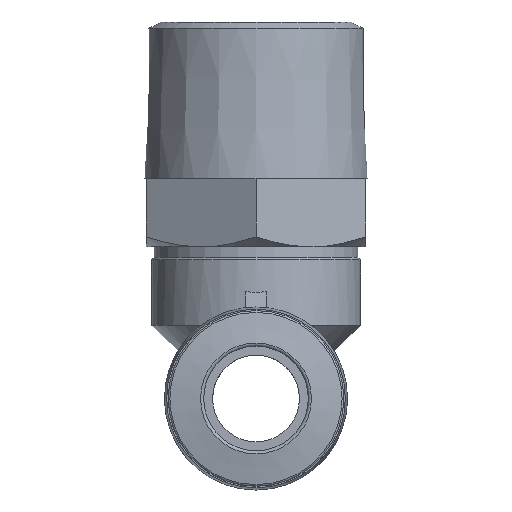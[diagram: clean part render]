
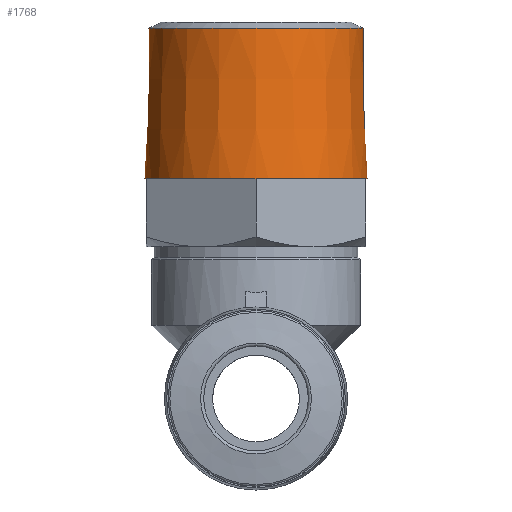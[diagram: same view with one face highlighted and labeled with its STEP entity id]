
A CAD part, left-side view. The second image highlights one B-rep face of the part: STEP entity #1768.
In plain terms, the highlighted conical face has half-angle 1.788 degrees and reference radius 10.241 mm.
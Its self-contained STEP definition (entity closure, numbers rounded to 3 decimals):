
#76=CONICAL_SURFACE('',#1932,10.241,0.031);
#451=ORIENTED_EDGE('',*,*,#615,.F.);
#452=ORIENTED_EDGE('',*,*,#501,.T.);
#453=ORIENTED_EDGE('',*,*,#614,.F.);
#454=ORIENTED_EDGE('',*,*,#609,.T.);
#455=ORIENTED_EDGE('',*,*,#619,.F.);
#456=ORIENTED_EDGE('',*,*,#489,.T.);
#457=ORIENTED_EDGE('',*,*,#618,.F.);
#458=ORIENTED_EDGE('',*,*,#492,.T.);
#459=ORIENTED_EDGE('',*,*,#617,.F.);
#460=ORIENTED_EDGE('',*,*,#495,.T.);
#461=ORIENTED_EDGE('',*,*,#616,.F.);
#462=ORIENTED_EDGE('',*,*,#498,.T.);
#463=ORIENTED_EDGE('',*,*,#622,.T.);
#489=EDGE_CURVE('',#634,#635,#739,.F.);
#492=EDGE_CURVE('',#637,#638,#740,.F.);
#495=EDGE_CURVE('',#640,#641,#741,.F.);
#498=EDGE_CURVE('',#643,#644,#742,.F.);
#501=EDGE_CURVE('',#646,#647,#743,.F.);
#609=EDGE_CURVE('',#725,#726,#791,.F.);
#614=EDGE_CURVE('',#725,#647,#792,.T.);
#615=EDGE_CURVE('',#646,#644,#793,.T.);
#616=EDGE_CURVE('',#643,#641,#794,.T.);
#617=EDGE_CURVE('',#640,#638,#795,.T.);
#618=EDGE_CURVE('',#637,#635,#796,.T.);
#619=EDGE_CURVE('',#634,#726,#797,.T.);
#622=EDGE_CURVE('',#729,#729,#800,.T.);
#634=VERTEX_POINT('',#2332);
#635=VERTEX_POINT('',#2333);
#637=VERTEX_POINT('',#2339);
#638=VERTEX_POINT('',#2340);
#640=VERTEX_POINT('',#2346);
#641=VERTEX_POINT('',#2347);
#643=VERTEX_POINT('',#2353);
#644=VERTEX_POINT('',#2354);
#646=VERTEX_POINT('',#2360);
#647=VERTEX_POINT('',#2361);
#725=VERTEX_POINT('',#2667);
#726=VERTEX_POINT('',#2683);
#729=VERTEX_POINT('',#2716);
#739=CIRCLE('',#1790,10.69);
#740=CIRCLE('',#1792,10.69);
#741=CIRCLE('',#1794,10.69);
#742=CIRCLE('',#1796,10.69);
#743=CIRCLE('',#1798,10.69);
#791=CIRCLE('',#1908,10.69);
#792=CIRCLE('',#1916,10.69);
#793=CIRCLE('',#1918,10.69);
#794=CIRCLE('',#1920,10.69);
#795=CIRCLE('',#1922,10.69);
#796=CIRCLE('',#1924,10.69);
#797=CIRCLE('',#1926,10.69);
#800=CIRCLE('',#1931,10.241);
#920=EDGE_LOOP('',(#451,#452,#453,#454,#455,#456,#457,#458,#459,#460,#461,
#462));
#921=EDGE_LOOP('',(#463));
#1054=FACE_BOUND('',#920,.T.);
#1055=FACE_BOUND('',#921,.T.);
#1768=ADVANCED_FACE('',(#1054,#1055),#76,.T.);
#1790=AXIS2_PLACEMENT_3D('',#2331,#1964,#1965);
#1792=AXIS2_PLACEMENT_3D('',#2338,#1970,#1971);
#1794=AXIS2_PLACEMENT_3D('',#2345,#1976,#1977);
#1796=AXIS2_PLACEMENT_3D('',#2352,#1982,#1983);
#1798=AXIS2_PLACEMENT_3D('',#2359,#1988,#1989);
#1908=AXIS2_PLACEMENT_3D('',#2686,#2232,#2233);
#1916=AXIS2_PLACEMENT_3D('',#2698,#2252,#2253);
#1918=AXIS2_PLACEMENT_3D('',#2700,#2256,#2257);
#1920=AXIS2_PLACEMENT_3D('',#2702,#2260,#2261);
#1922=AXIS2_PLACEMENT_3D('',#2704,#2264,#2265);
#1924=AXIS2_PLACEMENT_3D('',#2706,#2268,#2269);
#1926=AXIS2_PLACEMENT_3D('',#2708,#2272,#2273);
#1931=AXIS2_PLACEMENT_3D('',#2715,#2282,#2283);
#1932=AXIS2_PLACEMENT_3D('',#2717,#2284,#2285);
#1964=DIRECTION('',(0.,0.,-1.));
#1965=DIRECTION('',(-1.,0.,0.));
#1970=DIRECTION('',(0.,0.,-1.));
#1971=DIRECTION('',(-1.,0.,0.));
#1976=DIRECTION('',(0.,0.,-1.));
#1977=DIRECTION('',(-1.,0.,0.));
#1982=DIRECTION('',(0.,0.,-1.));
#1983=DIRECTION('',(-1.,0.,0.));
#1988=DIRECTION('',(0.,0.,-1.));
#1989=DIRECTION('',(-1.,0.,0.));
#2232=DIRECTION('',(0.,0.,-1.));
#2233=DIRECTION('',(-1.,0.,0.));
#2252=DIRECTION('',(0.,0.,-1.));
#2253=DIRECTION('',(-1.,0.,0.));
#2256=DIRECTION('',(0.,0.,-1.));
#2257=DIRECTION('',(-1.,0.,0.));
#2260=DIRECTION('',(0.,0.,-1.));
#2261=DIRECTION('',(-1.,0.,0.));
#2264=DIRECTION('',(0.,0.,-1.));
#2265=DIRECTION('',(-1.,0.,0.));
#2268=DIRECTION('',(0.,0.,-1.));
#2269=DIRECTION('',(-1.,0.,0.));
#2272=DIRECTION('',(0.,0.,-1.));
#2273=DIRECTION('',(-1.,0.,0.));
#2282=DIRECTION('',(0.,0.,-1.));
#2283=DIRECTION('',(-1.,0.,0.));
#2284=DIRECTION('',(0.,0.,-1.));
#2285=DIRECTION('',(-1.,0.,0.));
#2331=CARTESIAN_POINT('',(0.,0.,21.));
#2332=CARTESIAN_POINT('',(-8.091,-6.987,21.));
#2333=CARTESIAN_POINT('',(-2.005,-10.5,21.));
#2338=CARTESIAN_POINT('',(0.,0.,21.));
#2339=CARTESIAN_POINT('',(2.005,-10.5,21.));
#2340=CARTESIAN_POINT('',(8.091,-6.987,21.));
#2345=CARTESIAN_POINT('',(0.,0.,21.));
#2346=CARTESIAN_POINT('',(10.096,-3.513,21.));
#2347=CARTESIAN_POINT('',(10.096,3.513,21.));
#2352=CARTESIAN_POINT('',(0.,0.,21.));
#2353=CARTESIAN_POINT('',(8.091,6.987,21.));
#2354=CARTESIAN_POINT('',(2.005,10.5,21.));
#2359=CARTESIAN_POINT('',(0.,0.,21.));
#2360=CARTESIAN_POINT('',(-2.005,10.5,21.));
#2361=CARTESIAN_POINT('',(-8.091,6.987,21.));
#2667=CARTESIAN_POINT('',(-10.096,3.513,21.));
#2683=CARTESIAN_POINT('',(-10.096,-3.513,21.));
#2686=CARTESIAN_POINT('',(0.,0.,21.));
#2698=CARTESIAN_POINT('',(0.,0.,21.));
#2700=CARTESIAN_POINT('',(0.,0.,21.));
#2702=CARTESIAN_POINT('',(0.,0.,21.));
#2704=CARTESIAN_POINT('',(0.,0.,21.));
#2706=CARTESIAN_POINT('',(0.,0.,21.));
#2708=CARTESIAN_POINT('',(0.,0.,21.));
#2715=CARTESIAN_POINT('',(0.,0.,35.385));
#2716=CARTESIAN_POINT('',(-10.241,0.,35.385));
#2717=CARTESIAN_POINT('',(0.,0.,35.385));
